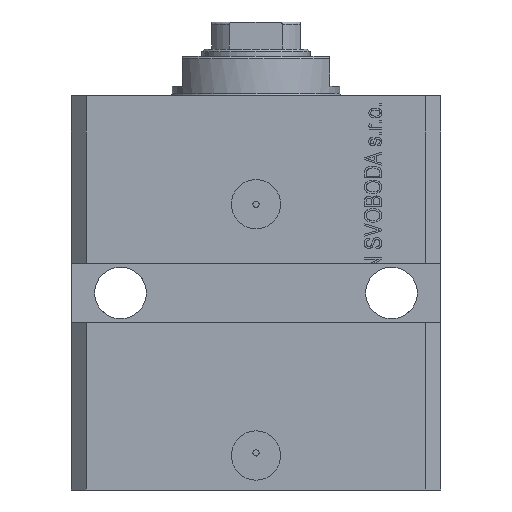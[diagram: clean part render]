
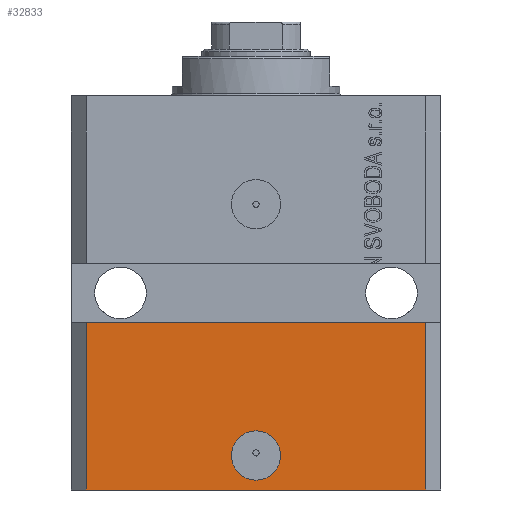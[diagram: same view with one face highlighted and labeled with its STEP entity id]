
A CAD part, front view. The second image highlights one B-rep face of the part: STEP entity #32833.
In plain terms, the highlighted planar face has unit normal (0, -1, 0).
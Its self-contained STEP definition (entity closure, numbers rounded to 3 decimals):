
#73 = LINE ( 'NONE', #34364, #40892 ) ;
#132 = FACE_BOUND ( 'NONE', #36560, .T. ) ;
#196 = VERTEX_POINT ( 'NONE', #11145 ) ;
#1213 = EDGE_CURVE ( 'NONE', #17452, #26032, #3962, .T. ) ;
#1532 = DIRECTION ( 'NONE',  ( 0., 0., 1. ) ) ;
#1553 = VECTOR ( 'NONE', #17432, 1000. ) ;
#3299 = EDGE_CURVE ( 'NONE', #196, #14348, #73, .T. ) ;
#3962 = CIRCLE ( 'NONE', #6118, 5. ) ;
#5317 = CARTESIAN_POINT ( 'NONE',  ( -34.5, -27.5, -80. ) ) ;
#6118 = AXIS2_PLACEMENT_3D ( 'NONE', #21008, #37727, #27580 ) ;
#6178 = VECTOR ( 'NONE', #29669, 1000. ) ;
#7111 = CARTESIAN_POINT ( 'NONE',  ( -34.5, -27.5, -80. ) ) ;
#8230 = ORIENTED_EDGE ( 'NONE', *, *, #23872, .F. ) ;
#8820 = CARTESIAN_POINT ( 'NONE',  ( 34.5, -27.5, -80. ) ) ;
#11145 = CARTESIAN_POINT ( 'NONE',  ( -34.5, -27.5, -46. ) ) ;
#11875 = CARTESIAN_POINT ( 'NONE',  ( -5., -27.5, -73. ) ) ;
#12945 = LINE ( 'NONE', #32829, #6178 ) ;
#13381 = EDGE_LOOP ( 'NONE', ( #30906, #23312, #25243, #24215 ) ) ;
#13444 = VECTOR ( 'NONE', #1532, 1000. ) ;
#14348 = VERTEX_POINT ( 'NONE', #41507 ) ;
#15518 = CARTESIAN_POINT ( 'NONE',  ( 34.5, -27.5, -80. ) ) ;
#15734 = LINE ( 'NONE', #15518, #13444 ) ;
#16203 = DIRECTION ( 'NONE',  ( 0., -1., 0. ) ) ;
#17432 = DIRECTION ( 'NONE',  ( 0., 0., 1. ) ) ;
#17452 = VERTEX_POINT ( 'NONE', #30404 ) ;
#17638 = CIRCLE ( 'NONE', #26997, 5. ) ;
#18024 = ORIENTED_EDGE ( 'NONE', *, *, #1213, .F. ) ;
#19582 = CARTESIAN_POINT ( 'NONE',  ( 0., -27.5, -73. ) ) ;
#20804 = LINE ( 'NONE', #38419, #1553 ) ;
#21008 = CARTESIAN_POINT ( 'NONE',  ( 0., -27.5, -73. ) ) ;
#23312 = ORIENTED_EDGE ( 'NONE', *, *, #39394, .F. ) ;
#23803 = DIRECTION ( 'NONE',  ( 0., 0., -1. ) ) ;
#23872 = EDGE_CURVE ( 'NONE', #26032, #17452, #17638, .T. ) ;
#24215 = ORIENTED_EDGE ( 'NONE', *, *, #29148, .T. ) ;
#25243 = ORIENTED_EDGE ( 'NONE', *, *, #27272, .T. ) ;
#26032 = VERTEX_POINT ( 'NONE', #11875 ) ;
#26142 = DIRECTION ( 'NONE',  ( 1., 0., 0. ) ) ;
#26997 = AXIS2_PLACEMENT_3D ( 'NONE', #19582, #16203, #26142 ) ;
#27272 = EDGE_CURVE ( 'NONE', #43000, #33171, #12945, .T. ) ;
#27580 = DIRECTION ( 'NONE',  ( 1., 0., 0. ) ) ;
#29148 = EDGE_CURVE ( 'NONE', #33171, #14348, #15734, .T. ) ;
#29669 = DIRECTION ( 'NONE',  ( 1., 0., 0. ) ) ;
#30404 = CARTESIAN_POINT ( 'NONE',  ( 5., -27.5, -73. ) ) ;
#30906 = ORIENTED_EDGE ( 'NONE', *, *, #3299, .F. ) ;
#32829 = CARTESIAN_POINT ( 'NONE',  ( -34.5, -27.5, -80. ) ) ;
#32833 = ADVANCED_FACE ( 'NONE', ( #132, #40958 ), #34198, .T. ) ;
#33171 = VERTEX_POINT ( 'NONE', #8820 ) ;
#34136 = DIRECTION ( 'NONE',  ( 1., 0., 0. ) ) ;
#34198 = PLANE ( 'NONE',  #38220 ) ;
#34364 = CARTESIAN_POINT ( 'NONE',  ( -37.5, -27.5, -46. ) ) ;
#36560 = EDGE_LOOP ( 'NONE', ( #18024, #8230 ) ) ;
#37727 = DIRECTION ( 'NONE',  ( 0., -1., 0. ) ) ;
#38035 = DIRECTION ( 'NONE',  ( 0., -1., 0. ) ) ;
#38220 = AXIS2_PLACEMENT_3D ( 'NONE', #7111, #38035, #23803 ) ;
#38419 = CARTESIAN_POINT ( 'NONE',  ( -34.5, -27.5, -80. ) ) ;
#39394 = EDGE_CURVE ( 'NONE', #43000, #196, #20804, .T. ) ;
#40892 = VECTOR ( 'NONE', #34136, 1000. ) ;
#40958 = FACE_OUTER_BOUND ( 'NONE', #13381, .T. ) ;
#41507 = CARTESIAN_POINT ( 'NONE',  ( 34.5, -27.5, -46. ) ) ;
#43000 = VERTEX_POINT ( 'NONE', #5317 ) ;
